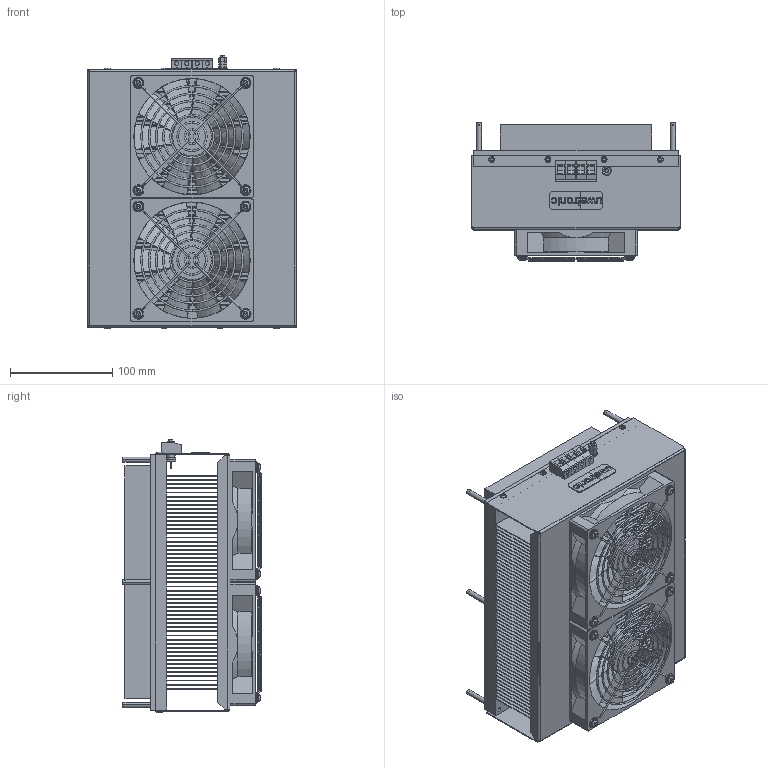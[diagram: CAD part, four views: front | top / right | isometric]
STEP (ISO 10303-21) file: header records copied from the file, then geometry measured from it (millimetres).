
FILE_DESCRIPTION (( 'STEP AP214' ), '1' );
FILE_NAME ('UEPK-S2A-24V-380W-V41945.STEP', '2020-11-30T08:27:13', ( '' ), ( '' ), 'SwSTEP 2.0', 'SolidWorks 2020', '' );
FILE_SCHEMA (( 'AUTOMOTIVE_DESIGN' ));
Length unit declared in the file: millimetre
Products named in the file (16): M4_Linsenkopfschraube_M4x35; K48029_Webseite; Logo; Scheibe_DIN125A_Scheibe_D4,3; Gewindestift_M5_M5x40; Anschlussklemme_1; Lüfter_120x120x25_K480067 ; M3_Linsenkopfschraube_M3x8; Lüfterschutzgitter 120x120; K48033_Webseite; UEPK-S2A-24V-380W-V41945; Sechskantmutter M4; M4_Inbus_M4x16; K48034_Webseite; Fächerscheibe_DIN6798_Scheibe D4,3; K48031
Assembly tree (70 placements, depth 2):
  UEPK-S2A-24V-380W-V41945
    K48029_Webseite
    K48031
    K48033_Webseite
    K48034_Webseite
    Logo
    Lüfter_120x120x25_K480067   x2
    Lüfterschutzgitter 120x120  x2
    Anschlussklemme_1  x4
    M3_Linsenkopfschraube_M3x8  x8
    M4_Linsenkopfschraube_M4x35  x8
    Scheibe_DIN125A_Scheibe_D4,3  x18
    Sechskantmutter M4  x11
    Fächerscheibe_DIN6798_Scheibe D4,3  x5
    Gewindestift_M5_M5x40  x6
    M4_Inbus_M4x16
Bounding box: 204 x 135.2 x 267.85 mm (x, y, z)
Volume: 2428959.6 mm3; surface area: 1635942.8 mm2
Topology: 90 solids, 92 shells, 2407 faces, 6213 edges, 4028 vertices
Faces by surface type: plane 1497, cylinder 514, bspline 176, torus 146, cone 74
Entity records: 39947 total; most frequent: CARTESIAN_POINT 11497, ORIENTED_EDGE 5314, DIRECTION 4804, EDGE_CURVE 2657, VECTOR 1758, LINE 1758, VERTEX_POINT 1728, AXIS2_PLACEMENT_3D 1523
